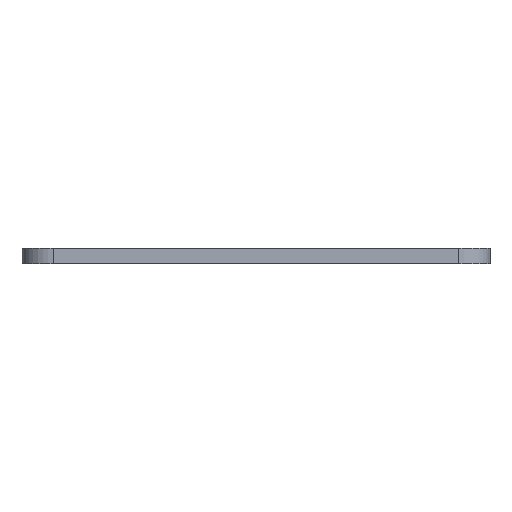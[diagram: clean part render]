
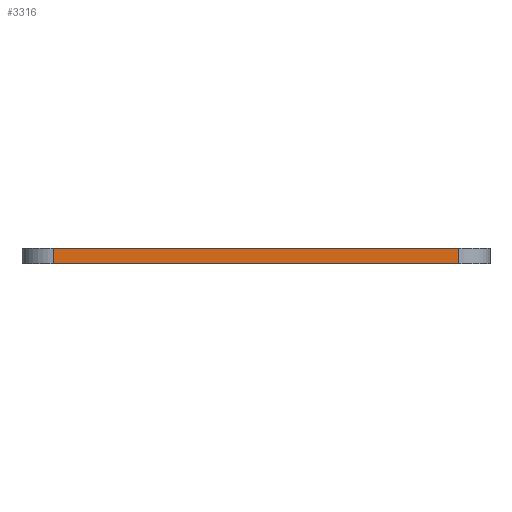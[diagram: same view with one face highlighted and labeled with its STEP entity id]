
A CAD part, left-side view. The second image highlights one B-rep face of the part: STEP entity #3316.
In plain terms, the highlighted planar face has unit normal (-1, 0, 0).
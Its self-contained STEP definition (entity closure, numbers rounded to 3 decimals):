
#316=FACE_OUTER_BOUND('',#504,.T.);
#504=EDGE_LOOP('',(#2571,#2572,#2573,#2574));
#690=LINE('',#4982,#1022);
#772=LINE('',#5329,#1104);
#841=LINE('',#5610,#1173);
#842=LINE('',#5611,#1174);
#1022=VECTOR('',#3910,10.);
#1104=VECTOR('',#4182,10.);
#1173=VECTOR('',#4413,10.);
#1174=VECTOR('',#4414,10.);
#1372=VERTEX_POINT('',#4979);
#1373=VERTEX_POINT('',#4981);
#1542=VERTEX_POINT('',#5326);
#1543=VERTEX_POINT('',#5328);
#1716=EDGE_CURVE('',#1373,#1372,#690,.T.);
#1890=EDGE_CURVE('',#1543,#1542,#772,.T.);
#2033=EDGE_CURVE('',#1373,#1542,#841,.T.);
#2034=EDGE_CURVE('',#1543,#1372,#842,.T.);
#2571=ORIENTED_EDGE('',*,*,#1890,.T.);
#2572=ORIENTED_EDGE('',*,*,#2033,.F.);
#2573=ORIENTED_EDGE('',*,*,#1716,.T.);
#2574=ORIENTED_EDGE('',*,*,#2034,.F.);
#3230=PLANE('',#3682);
#3316=ADVANCED_FACE('',(#316),#3230,.T.);
#3682=AXIS2_PLACEMENT_3D('',#5609,#4411,#4412);
#3910=DIRECTION('',(0.,1.,0.));
#4182=DIRECTION('',(0.,-1.,0.));
#4411=DIRECTION('center_axis',(-1.,0.,0.));
#4412=DIRECTION('ref_axis',(0.,0.,1.));
#4413=DIRECTION('',(0.,0.,-1.));
#4414=DIRECTION('',(0.,0.,1.));
#4979=CARTESIAN_POINT('',(-15.,13.,1.));
#4981=CARTESIAN_POINT('',(-15.,-13.,1.));
#4982=CARTESIAN_POINT('',(-15.,15.,1.));
#5326=CARTESIAN_POINT('',(-15.,-13.,0.));
#5328=CARTESIAN_POINT('',(-15.,13.,0.));
#5329=CARTESIAN_POINT('',(-15.,-4.6,0.));
#5609=CARTESIAN_POINT('Origin',(-15.,-15.,0.));
#5610=CARTESIAN_POINT('',(-15.,-13.,0.));
#5611=CARTESIAN_POINT('',(-15.,13.,0.));
